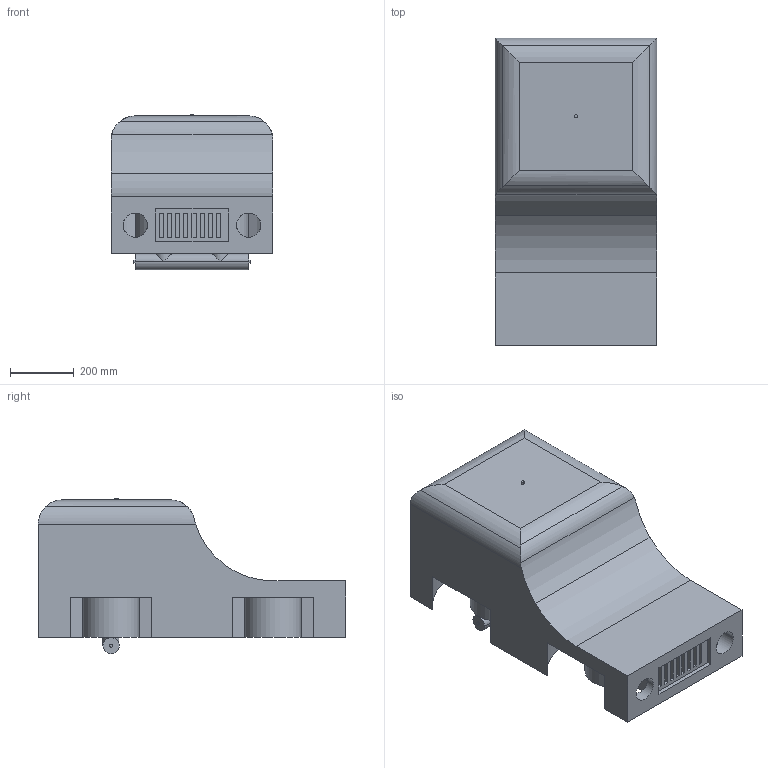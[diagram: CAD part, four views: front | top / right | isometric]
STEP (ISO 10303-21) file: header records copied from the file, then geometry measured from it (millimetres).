
FILE_DESCRIPTION (( 'STEP AP214' ), '1' );
FILE_NAME ('Chassis.step', '2023-10-21T00:13:02', ( '' ), ( '' ), 'SwSTEP 2.0', 'SolidWorks 2023', '' );
FILE_SCHEMA (( 'AUTOMOTIVE_DESIGN' ));
Length unit declared in the file: inch
Products named in the file (1): Chassis
Bounding box: 508 x 965.2 x 487.92 mm (x, y, z)
Volume: 130703296.4 mm3; surface area: 2432740.8 mm2
Topology: 2 solids, 2 shells, 125 faces, 310 edges, 205 vertices
Faces by surface type: plane 79, cylinder 46
Entity records: 4371 total; most frequent: CARTESIAN_POINT 1337, ORIENTED_EDGE 620, DIRECTION 611, EDGE_CURVE 310, LINE 209, VECTOR 209, VERTEX_POINT 205, AXIS2_PLACEMENT_3D 201
